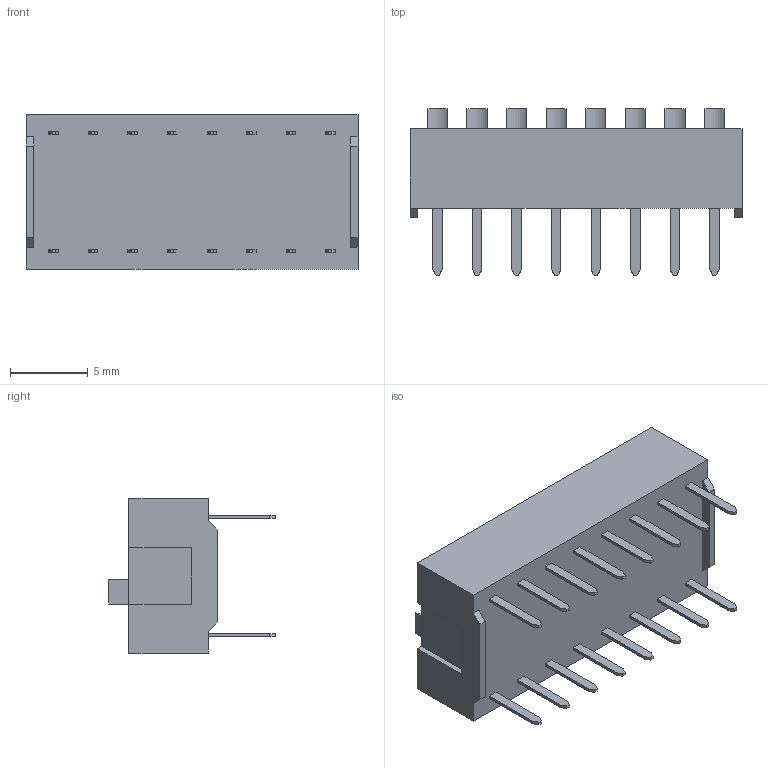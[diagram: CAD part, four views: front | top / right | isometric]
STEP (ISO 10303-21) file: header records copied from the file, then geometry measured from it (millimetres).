
FILE_DESCRIPTION (( 'STEP AP214' ), '1' );
FILE_NAME ('User Library-DIP-Switch.STEP', '2010-11-04T08:33:41', ( 'sysAdmin' ), ( 'SolidWorks' ), 'SwSTEP 2.0', 'SolidWorks 2010', '' );
FILE_SCHEMA (( 'AUTOMOTIVE_DESIGN' ));
Length unit declared in the file: millimetre
Products named in the file (1): User Library-DIP-Switch
Bounding box: 21.32 x 10.7 x 9.9 mm (x, y, z)
Volume: 1079.8 mm3; surface area: 998.1 mm2
Topology: 1 solids, 1 shells, 446 faces, 1171 edges, 770 vertices
Faces by surface type: plane 297, bspline 125, cylinder 24
Entity records: 26131 total; most frequent: CARTESIAN_POINT 11007, ORIENTED_EDGE 2342, DIRECTION 1613, EDGE_CURVE 1171, VECTOR 873, LINE 873, VERTEX_POINT 770, EDGE_LOOP 489
